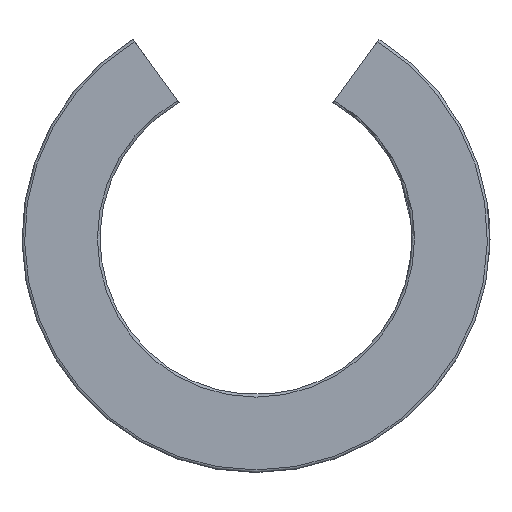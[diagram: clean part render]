
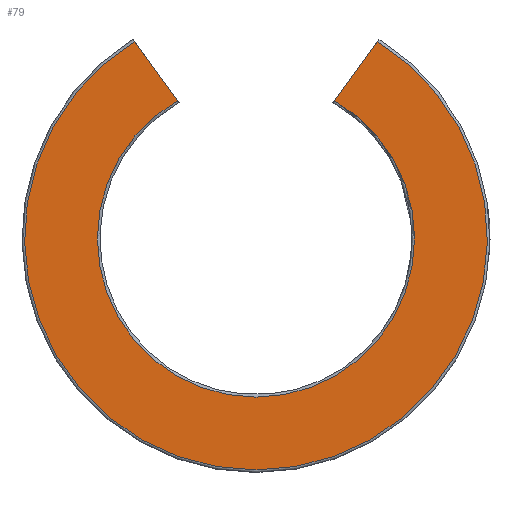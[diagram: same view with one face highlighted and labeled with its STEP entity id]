
A CAD part, left-side view. The second image highlights one B-rep face of the part: STEP entity #79.
In plain terms, the highlighted planar face has unit normal (-1, 0, 0).
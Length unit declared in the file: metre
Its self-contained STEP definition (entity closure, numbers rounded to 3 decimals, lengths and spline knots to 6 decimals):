
#79 = ADVANCED_FACE( '', ( #164 ), #165, .T. );
#164 = FACE_OUTER_BOUND( '', #255, .T. );
#165 = PLANE( '', #256 );
#255 = EDGE_LOOP( '', ( #430, #431, #432, #433 ) );
#256 = AXIS2_PLACEMENT_3D( '', #434, #435, #436 );
#430 = ORIENTED_EDGE( '', *, *, #625, .T. );
#431 = ORIENTED_EDGE( '', *, *, #599, .T. );
#432 = ORIENTED_EDGE( '', *, *, #626, .T. );
#433 = ORIENTED_EDGE( '', *, *, #627, .T. );
#434 = CARTESIAN_POINT( '', ( -0.0625, 0., 0. ) );
#435 = DIRECTION( '', ( -1., 0., 0. ) );
#436 = DIRECTION( '', ( 0., -1., 0. ) );
#599 = EDGE_CURVE( '', #733, #731, #734, .T. );
#625 = EDGE_CURVE( '', #770, #733, #771, .F. );
#626 = EDGE_CURVE( '', #731, #772, #773, .T. );
#627 = EDGE_CURVE( '', #772, #770, #774, .T. );
#731 = VERTEX_POINT( '', #912 );
#733 = VERTEX_POINT( '', #919 );
#734 = LINE( '', #920, #921 );
#770 = VERTEX_POINT( '', #978 );
#771 = CIRCLE( '', #979, 0.0305 );
#772 = VERTEX_POINT( '', #980 );
#773 = CIRCLE( '', #981, 0.0445 );
#774 = LINE( '', #982, #983 );
#912 = CARTESIAN_POINT( '', ( -0.0625, 0.023359, 0.037876 ) );
#919 = CARTESIAN_POINT( '', ( -0.0625, 0.015096, 0.026502 ) );
#920 = CARTESIAN_POINT( '', ( -0.0625, -0.002722, 0.001978 ) );
#921 = VECTOR( '', #1224, 1. );
#978 = CARTESIAN_POINT( '', ( -0.0625, -0.015096, 0.026502 ) );
#979 = AXIS2_PLACEMENT_3D( '', #1254, #1255, #1256 );
#980 = CARTESIAN_POINT( '', ( -0.0625, -0.023359, 0.037876 ) );
#981 = AXIS2_PLACEMENT_3D( '', #1257, #1258, #1259 );
#982 = CARTESIAN_POINT( '', ( -0.0625, 0.002722, 0.001978 ) );
#983 = VECTOR( '', #1260, 1. );
#1224 = DIRECTION( '', ( 0., 0.588, 0.809 ) );
#1254 = CARTESIAN_POINT( '', ( -0.0625, 0., 0. ) );
#1255 = DIRECTION( '', ( -1., 0., 0. ) );
#1256 = DIRECTION( '', ( 0., -1., 0. ) );
#1257 = CARTESIAN_POINT( '', ( -0.0625, 0., 0. ) );
#1258 = DIRECTION( '', ( -1., 0., 0. ) );
#1259 = DIRECTION( '', ( 0., -1., 0. ) );
#1260 = DIRECTION( '', ( 0., 0.588, -0.809 ) );
